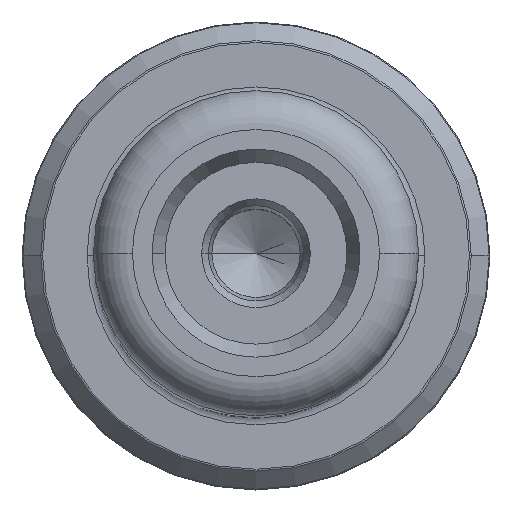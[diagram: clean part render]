
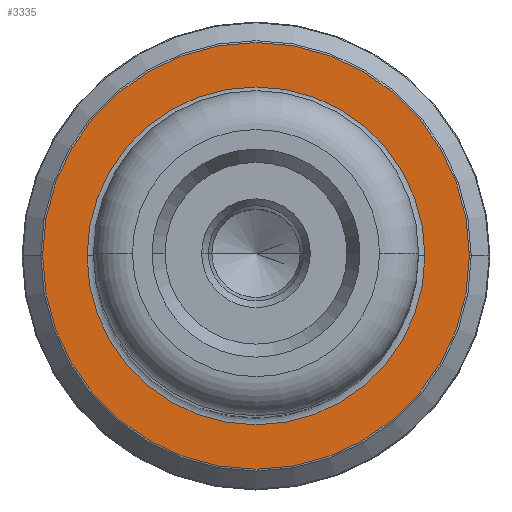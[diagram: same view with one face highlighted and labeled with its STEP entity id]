
A CAD part, top view. The second image highlights one B-rep face of the part: STEP entity #3335.
In plain terms, the highlighted planar face has unit normal (0, 0, 1).
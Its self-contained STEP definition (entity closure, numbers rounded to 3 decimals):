
#75 = DIRECTION ( 'NONE',  ( 0., 0., 1. ) ) ;
#168 = CARTESIAN_POINT ( 'NONE',  ( 16.417, 0., 26. ) ) ;
#224 = CIRCLE ( 'NONE', #1626, 16.417 ) ;
#255 = AXIS2_PLACEMENT_3D ( 'NONE', #283, #3267, #1314 ) ;
#283 = CARTESIAN_POINT ( 'NONE',  ( 0., 0., 26. ) ) ;
#444 = CARTESIAN_POINT ( 'NONE',  ( -16.417, 0., 26. ) ) ;
#627 = DIRECTION ( 'NONE',  ( -1., 0., 0. ) ) ;
#1055 = DIRECTION ( 'NONE',  ( 0., 0., 1. ) ) ;
#1064 = EDGE_CURVE ( 'NONE', #2984, #2343, #1802, .T. ) ;
#1071 = EDGE_LOOP ( 'NONE', ( #2155, #3093 ) ) ;
#1184 = DIRECTION ( 'NONE',  ( 1., 0., 0. ) ) ;
#1247 = ORIENTED_EDGE ( 'NONE', *, *, #3418, .T. ) ;
#1314 = DIRECTION ( 'NONE',  ( 1., 0., 0. ) ) ;
#1394 = EDGE_CURVE ( 'NONE', #2632, #1950, #224, .T. ) ;
#1397 = FACE_OUTER_BOUND ( 'NONE', #1071, .T. ) ;
#1465 = CARTESIAN_POINT ( 'NONE',  ( 13., 0., 26. ) ) ;
#1487 = CARTESIAN_POINT ( 'NONE',  ( 0., 0., 26. ) ) ;
#1579 = CARTESIAN_POINT ( 'NONE',  ( 0., 0., 26. ) ) ;
#1626 = AXIS2_PLACEMENT_3D ( 'NONE', #2440, #1055, #3611 ) ;
#1802 = CIRCLE ( 'NONE', #2091, 13. ) ;
#1950 = VERTEX_POINT ( 'NONE', #444 ) ;
#2091 = AXIS2_PLACEMENT_3D ( 'NONE', #2622, #2936, #627 ) ;
#2132 = AXIS2_PLACEMENT_3D ( 'NONE', #1487, #75, #1184 ) ;
#2155 = ORIENTED_EDGE ( 'NONE', *, *, #1394, .T. ) ;
#2229 = PLANE ( 'NONE',  #255 ) ;
#2343 = VERTEX_POINT ( 'NONE', #2815 ) ;
#2433 = CIRCLE ( 'NONE', #2132, 16.417 ) ;
#2440 = CARTESIAN_POINT ( 'NONE',  ( 0., 0., 26. ) ) ;
#2509 = FACE_BOUND ( 'NONE', #2904, .T. ) ;
#2622 = CARTESIAN_POINT ( 'NONE',  ( 0., 0., 26. ) ) ;
#2632 = VERTEX_POINT ( 'NONE', #168 ) ;
#2713 = DIRECTION ( 'NONE',  ( 0., 0., -1. ) ) ;
#2714 = AXIS2_PLACEMENT_3D ( 'NONE', #1579, #2713, #3006 ) ;
#2815 = CARTESIAN_POINT ( 'NONE',  ( -13., 0., 26. ) ) ;
#2896 = CIRCLE ( 'NONE', #2714, 13. ) ;
#2904 = EDGE_LOOP ( 'NONE', ( #1247, #3143 ) ) ;
#2936 = DIRECTION ( 'NONE',  ( 0., 0., -1. ) ) ;
#2984 = VERTEX_POINT ( 'NONE', #1465 ) ;
#3006 = DIRECTION ( 'NONE',  ( -1., 0., 0. ) ) ;
#3093 = ORIENTED_EDGE ( 'NONE', *, *, #3476, .T. ) ;
#3143 = ORIENTED_EDGE ( 'NONE', *, *, #1064, .T. ) ;
#3267 = DIRECTION ( 'NONE',  ( 0., 0., 1. ) ) ;
#3335 = ADVANCED_FACE ( 'NONE', ( #2509, #1397 ), #2229, .T. ) ;
#3418 = EDGE_CURVE ( 'NONE', #2343, #2984, #2896, .T. ) ;
#3476 = EDGE_CURVE ( 'NONE', #1950, #2632, #2433, .T. ) ;
#3611 = DIRECTION ( 'NONE',  ( 1., 0., 0. ) ) ;
